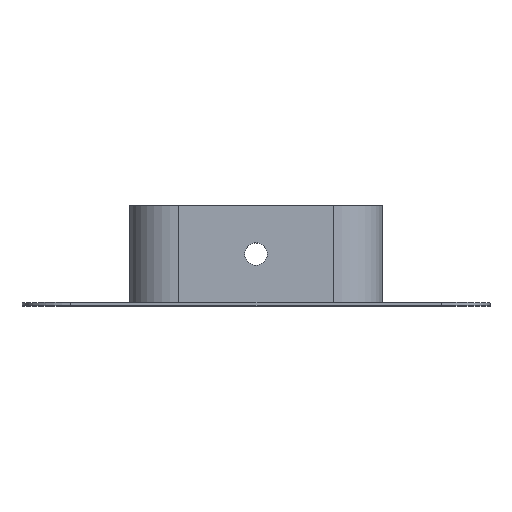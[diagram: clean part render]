
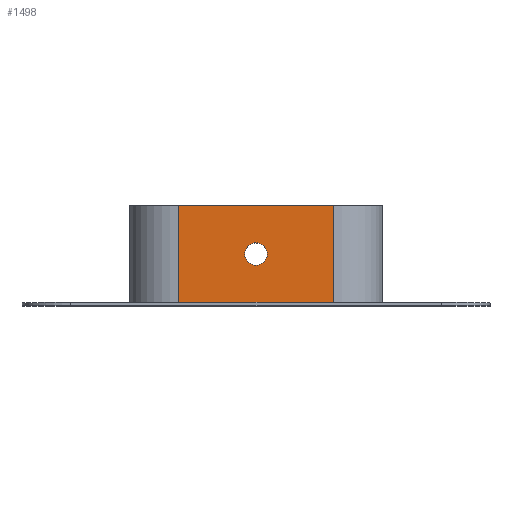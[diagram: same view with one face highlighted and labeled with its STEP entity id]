
A CAD part, top view. The second image highlights one B-rep face of the part: STEP entity #1498.
In plain terms, the highlighted face is planar.
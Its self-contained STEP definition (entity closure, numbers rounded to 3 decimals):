
#71 = AXIS2_PLACEMENT_3D ( 'NONE', #1521, #1522, #1523 ) ;
#126 = AXIS2_PLACEMENT_3D ( 'NONE', #1175, #1176, #1177 ) ;
#304 = EDGE_CURVE ( 'NONE', #825, #732, #2524, .T. ) ;
#305 = EDGE_CURVE ( 'NONE', #824, #732, #2523, .T. ) ;
#309 = EDGE_CURVE ( 'NONE', #521, #521, #2529, .T. ) ;
#310 = EDGE_CURVE ( 'NONE', #729, #824, #2535, .T. ) ;
#503 = FACE_OUTER_BOUND ( 'NONE', #679, .T. ) ;
#506 = FACE_BOUND ( 'NONE', #674, .T. ) ;
#521 = VERTEX_POINT ( 'NONE', #1555 ) ;
#674 = EDGE_LOOP ( 'NONE', ( #834 ) ) ;
#679 = EDGE_LOOP ( 'NONE', ( #830, #831, #832, #833 ) ) ;
#729 = VERTEX_POINT ( 'NONE', #2247 ) ;
#732 = VERTEX_POINT ( 'NONE', #2250 ) ;
#824 = VERTEX_POINT ( 'NONE', #2342 ) ;
#825 = VERTEX_POINT ( 'NONE', #2343 ) ;
#830 = ORIENTED_EDGE ( 'NONE', *, *, #305, .T. ) ;
#831 = ORIENTED_EDGE ( 'NONE', *, *, #304, .F. ) ;
#832 = ORIENTED_EDGE ( 'NONE', *, *, #1001, .F. ) ;
#833 = ORIENTED_EDGE ( 'NONE', *, *, #310, .T. ) ;
#834 = ORIENTED_EDGE ( 'NONE', *, *, #309, .T. ) ;
#1001 = EDGE_CURVE ( 'NONE', #729, #825, #2761, .T. ) ;
#1132 = CARTESIAN_POINT ( 'NONE',  ( 24., 0., 15. ) ) ;
#1157 = DIRECTION ( 'NONE',  ( 0., 0., -1. ) ) ;
#1161 = CARTESIAN_POINT ( 'NONE',  ( -24., 0., -15. ) ) ;
#1166 = DIRECTION ( 'NONE',  ( 1., 0., 0. ) ) ;
#1168 = CARTESIAN_POINT ( 'NONE',  ( -24., 0., 15. ) ) ;
#1175 = CARTESIAN_POINT ( 'NONE',  ( 0., 0., 0. ) ) ;
#1176 = DIRECTION ( 'NONE',  ( 0., 1., 0. ) ) ;
#1177 = DIRECTION ( 'NONE',  ( 0., 0., 1. ) ) ;
#1178 = DIRECTION ( 'NONE',  ( 0., 0., -1. ) ) ;
#1498 = ADVANCED_FACE ( 'NONE', ( #503, #506 ), #1520, .F. ) ;
#1520 = PLANE ( 'NONE',  #71 ) ;
#1521 = CARTESIAN_POINT ( 'NONE',  ( -24., 0., 15. ) ) ;
#1522 = DIRECTION ( 'NONE',  ( 0., 1., 0. ) ) ;
#1523 = DIRECTION ( 'NONE',  ( 0., 0., 1. ) ) ;
#1555 = CARTESIAN_POINT ( 'NONE',  ( 0., 0., 3.5 ) ) ;
#2247 = CARTESIAN_POINT ( 'NONE',  ( -24., 0., 15. ) ) ;
#2250 = CARTESIAN_POINT ( 'NONE',  ( 24., 0., -15. ) ) ;
#2342 = CARTESIAN_POINT ( 'NONE',  ( -24., 0., -15. ) ) ;
#2343 = CARTESIAN_POINT ( 'NONE',  ( 24., 0., 15. ) ) ;
#2523 = LINE ( 'NONE', #1161, #2528 ) ;
#2524 = LINE ( 'NONE', #1132, #2526 ) ;
#2526 = VECTOR ( 'NONE', #1157, 1000. ) ;
#2528 = VECTOR ( 'NONE', #1166, 1000. ) ;
#2529 = CIRCLE ( 'NONE', #126, 3.5 ) ;
#2535 = LINE ( 'NONE', #1168, #2537 ) ;
#2537 = VECTOR ( 'NONE', #1178, 1000. ) ;
#2761 = LINE ( 'NONE', #3181, #2764 ) ;
#2764 = VECTOR ( 'NONE', #3184, 1000. ) ;
#3181 = CARTESIAN_POINT ( 'NONE',  ( -24., 0., 15. ) ) ;
#3184 = DIRECTION ( 'NONE',  ( 1., 0., 0. ) ) ;
